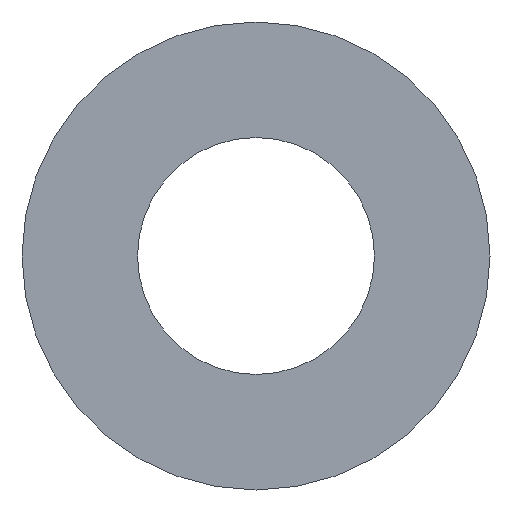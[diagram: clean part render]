
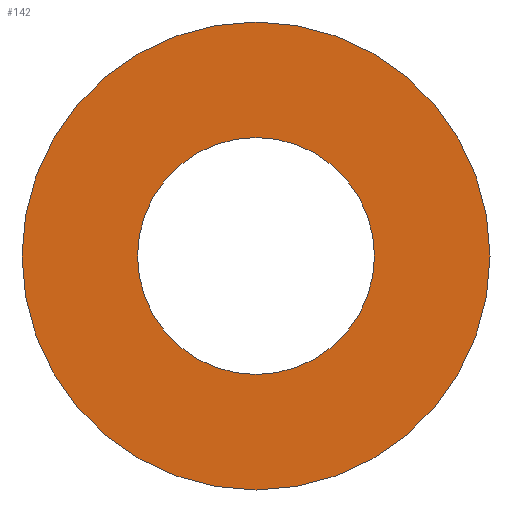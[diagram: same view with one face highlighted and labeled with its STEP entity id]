
A CAD part, left-side view. The second image highlights one B-rep face of the part: STEP entity #142.
In plain terms, the highlighted planar face has unit normal (-1, 0, 0).
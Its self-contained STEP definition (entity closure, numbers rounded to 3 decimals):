
#34=CARTESIAN_POINT('',(-13.2,-0.,-4.));
#35=VERTEX_POINT('',#34);
#59=CARTESIAN_POINT('',(-13.2,0.,4.));
#60=VERTEX_POINT('',#59);
#61=CARTESIAN_POINT('',(-13.2,0.,0.));
#62=DIRECTION('',(1.,0.,-0.));
#63=DIRECTION('',(0.,0.,1.));
#64=AXIS2_PLACEMENT_3D('',#61,#62,#63);
#65=CIRCLE('',#64,4.);
#66=EDGE_CURVE('',#60,#35,#65,.T.);
#68=CARTESIAN_POINT('',(-13.2,0.,0.));
#69=DIRECTION('',(1.,0.,-0.));
#70=DIRECTION('',(0.,0.,1.));
#71=AXIS2_PLACEMENT_3D('',#68,#69,#70);
#72=CIRCLE('',#71,4.);
#73=EDGE_CURVE('',#35,#60,#72,.T.);
#85=CARTESIAN_POINT('',(-13.2,0.,-7.9));
#86=VERTEX_POINT('',#85);
#93=CARTESIAN_POINT('',(-13.2,-0.,7.9));
#94=VERTEX_POINT('',#93);
#95=CARTESIAN_POINT('',(-13.2,0.,0.));
#96=DIRECTION('',(-1.,0.,0.));
#97=DIRECTION('',(0.,0.,1.));
#98=AXIS2_PLACEMENT_3D('',#95,#96,#97);
#99=CIRCLE('',#98,7.9);
#100=EDGE_CURVE('',#94,#86,#99,.T.);
#102=CARTESIAN_POINT('',(-13.2,0.,0.));
#103=DIRECTION('',(-1.,0.,0.));
#104=DIRECTION('',(0.,0.,1.));
#105=AXIS2_PLACEMENT_3D('',#102,#103,#104);
#106=CIRCLE('',#105,7.9);
#107=EDGE_CURVE('',#86,#94,#106,.T.);
#129=CARTESIAN_POINT('',(-13.2,0.,0.));
#130=DIRECTION('',(-1.,0.,0.));
#131=DIRECTION('',(0.,-1.,0.));
#132=AXIS2_PLACEMENT_3D('',#129,#130,#131);
#133=PLANE('',#132);
#134=ORIENTED_EDGE('',*,*,#66,.T.);
#135=ORIENTED_EDGE('',*,*,#73,.T.);
#136=EDGE_LOOP('',(#134,#135));
#137=FACE_BOUND('',#136,.T.);
#138=ORIENTED_EDGE('',*,*,#100,.T.);
#139=ORIENTED_EDGE('',*,*,#107,.T.);
#140=EDGE_LOOP('',(#138,#139));
#141=FACE_BOUND('',#140,.T.);
#142=ADVANCED_FACE('',(#137,#141),#133,.T.);
